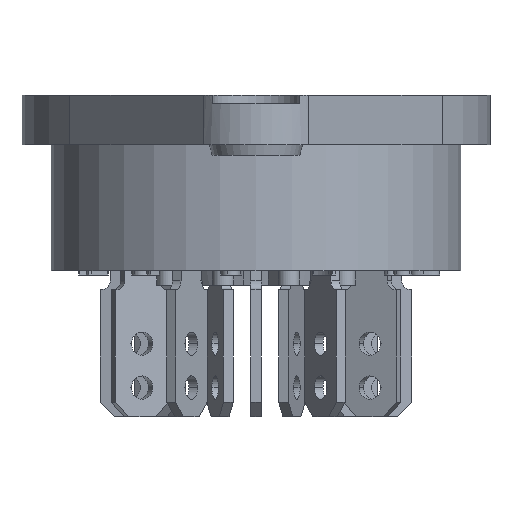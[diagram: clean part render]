
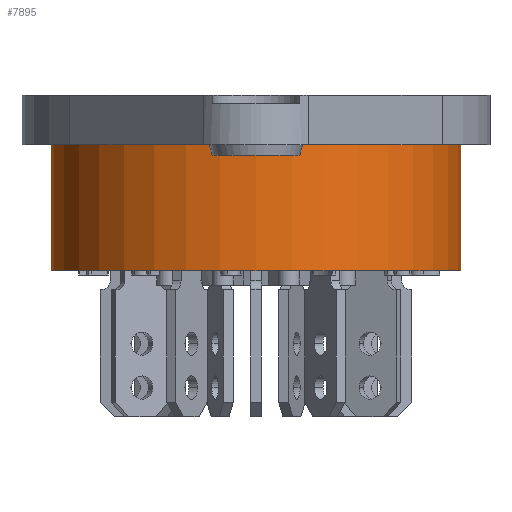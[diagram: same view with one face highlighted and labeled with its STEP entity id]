
A CAD part, front view. The second image highlights one B-rep face of the part: STEP entity #7895.
In plain terms, the highlighted cylindrical face has radius 14 mm (diameter 28 mm), a partial arc.
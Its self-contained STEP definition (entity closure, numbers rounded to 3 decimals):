
#3888 = EDGE_CURVE ( 'NONE', #5168, #5308, #7562, .T. ) ;
#3910 = EDGE_CURVE ( 'NONE', #5134, #5212, #7587, .T. ) ;
#3924 = EDGE_CURVE ( 'NONE', #5212, #5308, #7612, .T. ) ;
#5134 = VERTEX_POINT ( 'NONE', #31897 ) ;
#5168 = VERTEX_POINT ( 'NONE', #32073 ) ;
#5212 = VERTEX_POINT ( 'NONE', #32293 ) ;
#5308 = VERTEX_POINT ( 'NONE', #31993 ) ;
#5789 = DIRECTION ( 'NONE',  ( 0., 0., 1. ) ) ;
#5831 = CARTESIAN_POINT ( 'NONE',  ( 0., 0., -8.6 ) ) ;
#5884 = DIRECTION ( 'NONE',  ( 1., 0., 0. ) ) ;
#7562 = LINE ( 'NONE', #34210, #7567 ) ;
#7567 = VECTOR ( 'NONE', #34542, 1000. ) ;
#7587 = LINE ( 'NONE', #34411, #7594 ) ;
#7594 = VECTOR ( 'NONE', #34533, 1000. ) ;
#7612 = CIRCLE ( 'NONE', #9920, 14. ) ;
#7895 = ADVANCED_FACE ( 'NONE', ( #11226 ), #11234, .T. ) ;
#9920 = AXIS2_PLACEMENT_3D ( 'NONE', #34534, #34616, #34730 ) ;
#10337 = AXIS2_PLACEMENT_3D ( 'NONE', #5831, #5789, #5884 ) ;
#11226 = FACE_OUTER_BOUND ( 'NONE', #41545, .T. ) ;
#11234 = CYLINDRICAL_SURFACE ( 'NONE', #10337, 14. ) ;
#16112 = ORIENTED_EDGE ( 'NONE', *, *, #3910, .T. ) ;
#16496 = ORIENTED_EDGE ( 'NONE', *, *, #3888, .F. ) ;
#16507 = ORIENTED_EDGE ( 'NONE', *, *, #36224, .F. ) ;
#16542 = ORIENTED_EDGE ( 'NONE', *, *, #3924, .T. ) ;
#17835 = AXIS2_PLACEMENT_3D ( 'NONE', #23325, #23326, #23327 ) ;
#22224 = CIRCLE ( 'NONE', #17835, 14. ) ;
#23325 = CARTESIAN_POINT ( 'NONE',  ( 0., 0., -8.6 ) ) ;
#23326 = DIRECTION ( 'NONE',  ( 0., 0., -1. ) ) ;
#23327 = DIRECTION ( 'NONE',  ( -1., 0., 0. ) ) ;
#31897 = CARTESIAN_POINT ( 'NONE',  ( 14., 0., -8.6 ) ) ;
#31993 = CARTESIAN_POINT ( 'NONE',  ( -14., 0., 0. ) ) ;
#32073 = CARTESIAN_POINT ( 'NONE',  ( -14., 0., -8.6 ) ) ;
#32293 = CARTESIAN_POINT ( 'NONE',  ( 14., 0., 0. ) ) ;
#34210 = CARTESIAN_POINT ( 'NONE',  ( -14., 0., -8.6 ) ) ;
#34411 = CARTESIAN_POINT ( 'NONE',  ( 14., 0., -8.6 ) ) ;
#34533 = DIRECTION ( 'NONE',  ( 0., 0., 1. ) ) ;
#34534 = CARTESIAN_POINT ( 'NONE',  ( 0., 0., 0. ) ) ;
#34542 = DIRECTION ( 'NONE',  ( 0., 0., 1. ) ) ;
#34616 = DIRECTION ( 'NONE',  ( 0., 0., -1. ) ) ;
#34730 = DIRECTION ( 'NONE',  ( 1., 0., 0. ) ) ;
#36224 = EDGE_CURVE ( 'NONE', #5134, #5168, #22224, .T. ) ;
#41545 = EDGE_LOOP ( 'NONE', ( #16496, #16507, #16112, #16542 ) ) ;
